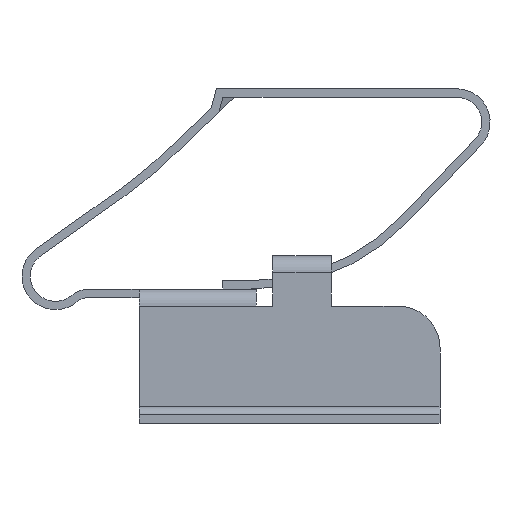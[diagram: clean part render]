
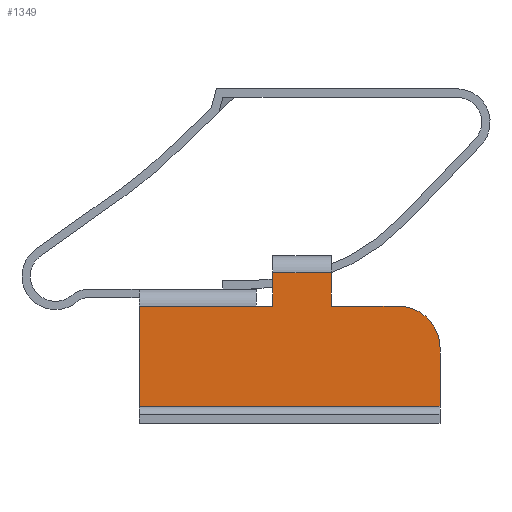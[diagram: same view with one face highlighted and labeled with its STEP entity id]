
A CAD part, front view. The second image highlights one B-rep face of the part: STEP entity #1349.
In plain terms, the highlighted face is planar.
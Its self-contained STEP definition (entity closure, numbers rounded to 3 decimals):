
#35=CIRCLE('',#1448,0.5);
#169=ORIENTED_EDGE('',*,*,#567,.T.);
#170=ORIENTED_EDGE('',*,*,#516,.F.);
#171=ORIENTED_EDGE('',*,*,#568,.T.);
#172=ORIENTED_EDGE('',*,*,#569,.T.);
#173=ORIENTED_EDGE('',*,*,#570,.T.);
#174=ORIENTED_EDGE('',*,*,#571,.T.);
#175=ORIENTED_EDGE('',*,*,#572,.F.);
#176=ORIENTED_EDGE('',*,*,#573,.T.);
#177=ORIENTED_EDGE('',*,*,#574,.T.);
#178=ORIENTED_EDGE('',*,*,#575,.T.);
#516=EDGE_CURVE('',#718,#719,#846,.T.);
#567=EDGE_CURVE('',#744,#719,#890,.T.);
#568=EDGE_CURVE('',#718,#763,#891,.T.);
#569=EDGE_CURVE('',#763,#764,#892,.T.);
#570=EDGE_CURVE('',#764,#765,#35,.T.);
#571=EDGE_CURVE('',#765,#766,#893,.T.);
#572=EDGE_CURVE('',#767,#766,#894,.T.);
#573=EDGE_CURVE('',#767,#768,#895,.T.);
#574=EDGE_CURVE('',#768,#769,#896,.T.);
#575=EDGE_CURVE('',#769,#744,#897,.T.);
#718=VERTEX_POINT('',#1979);
#719=VERTEX_POINT('',#1980);
#744=VERTEX_POINT('',#2040);
#763=VERTEX_POINT('',#2087);
#764=VERTEX_POINT('',#2089);
#765=VERTEX_POINT('',#2091);
#766=VERTEX_POINT('',#2093);
#767=VERTEX_POINT('',#2095);
#768=VERTEX_POINT('',#2097);
#769=VERTEX_POINT('',#2099);
#846=LINE('',#1978,#1000);
#890=LINE('',#2085,#1044);
#891=LINE('',#2086,#1045);
#892=LINE('',#2088,#1046);
#893=LINE('',#2092,#1047);
#894=LINE('',#2094,#1048);
#895=LINE('',#2096,#1049);
#896=LINE('',#2098,#1050);
#897=LINE('',#2100,#1051);
#1000=VECTOR('',#1574,1000.);
#1044=VECTOR('',#1654,1000.);
#1045=VECTOR('',#1655,1000.);
#1046=VECTOR('',#1656,1000.);
#1047=VECTOR('',#1659,1000.);
#1048=VECTOR('',#1660,1000.);
#1049=VECTOR('',#1661,1000.);
#1050=VECTOR('',#1662,1000.);
#1051=VECTOR('',#1663,1000.);
#1157=EDGE_LOOP('',(#169,#170,#171,#172,#173,#174,#175,#176,#177,#178));
#1229=FACE_BOUND('',#1157,.T.);
#1299=PLANE('',#1447);
#1349=ADVANCED_FACE('',(#1229),#1299,.F.);
#1447=AXIS2_PLACEMENT_3D('',#2084,#1652,#1653);
#1448=AXIS2_PLACEMENT_3D('',#2090,#1657,#1658);
#1574=DIRECTION('',(0.,1.,0.));
#1652=DIRECTION('',(0.,0.,1.));
#1653=DIRECTION('',(1.,0.,0.));
#1654=DIRECTION('',(1.,0.,0.));
#1655=DIRECTION('',(-1.,0.,0.));
#1656=DIRECTION('',(0.,1.,0.));
#1657=DIRECTION('',(0.,0.,-1.));
#1658=DIRECTION('',(1.,0.,0.));
#1659=DIRECTION('',(1.,0.,0.));
#1660=DIRECTION('',(0.,-1.,0.));
#1661=DIRECTION('',(1.,0.,0.));
#1662=DIRECTION('',(0.,-1.,0.));
#1663=DIRECTION('',(1.,0.,0.));
#1978=CARTESIAN_POINT('',(13.003,17.546,-1.6));
#1979=CARTESIAN_POINT('',(13.003,17.746,-1.6));
#1980=CARTESIAN_POINT('',(13.003,18.946,-1.6));
#2040=CARTESIAN_POINT('',(11.603,18.946,-1.6));
#2084=CARTESIAN_POINT('',(0.,0.,-1.6));
#2085=CARTESIAN_POINT('',(0.,18.946,-1.6));
#2086=CARTESIAN_POINT('',(0.,17.746,-1.6));
#2087=CARTESIAN_POINT('',(9.403,17.746,-1.6));
#2088=CARTESIAN_POINT('',(9.403,17.546,-1.6));
#2089=CARTESIAN_POINT('',(9.403,18.446,-1.6));
#2090=CARTESIAN_POINT('',(9.903,18.446,-1.6));
#2091=CARTESIAN_POINT('',(9.903,18.946,-1.6));
#2092=CARTESIAN_POINT('',(9.903,18.946,-1.6));
#2093=CARTESIAN_POINT('',(10.703,18.946,-1.6));
#2094=CARTESIAN_POINT('',(10.703,19.546,-1.6));
#2095=CARTESIAN_POINT('',(10.703,19.346,-1.6));
#2096=CARTESIAN_POINT('',(0.,19.346,-1.6));
#2097=CARTESIAN_POINT('',(11.403,19.346,-1.6));
#2098=CARTESIAN_POINT('',(11.403,19.546,-1.6));
#2099=CARTESIAN_POINT('',(11.403,18.946,-1.6));
#2100=CARTESIAN_POINT('',(11.403,18.946,-1.6));
